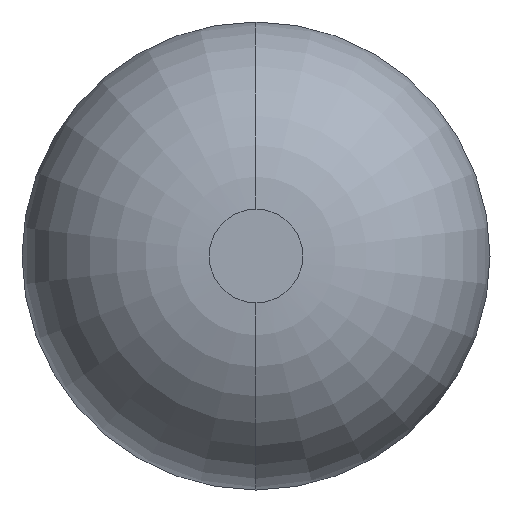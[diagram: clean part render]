
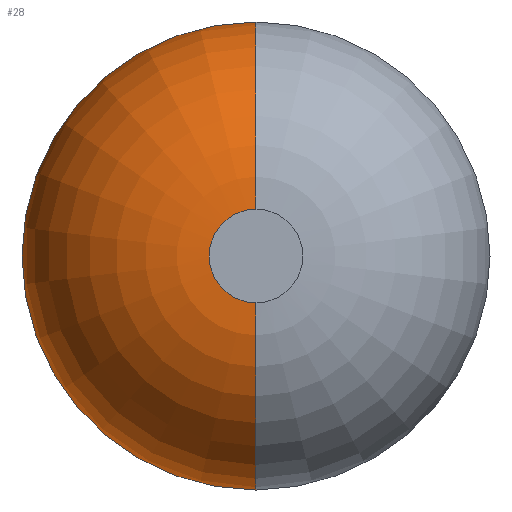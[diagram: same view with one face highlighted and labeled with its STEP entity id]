
A CAD part, left-side view. The second image highlights one B-rep face of the part: STEP entity #28.
In plain terms, the highlighted toroidal (fillet/blend) face has major radius 0.5 mm and minor radius 2 mm.
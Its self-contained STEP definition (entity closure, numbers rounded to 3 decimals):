
#2 = DIRECTION ( 'NONE',  ( -1., 0., 0. ) ) ;
#3 = EDGE_LOOP ( 'NONE', ( #148, #54, #151, #47 ) ) ;
#14 = EDGE_CURVE ( 'NONE', #60, #62, #195, .T. ) ;
#17 = FACE_OUTER_BOUND ( 'NONE', #3, .T. ) ;
#28 = ADVANCED_FACE ( 'NONE', ( #17 ), #223, .T. ) ;
#31 = DIRECTION ( 'NONE',  ( 0., 0., -1. ) ) ;
#41 = CARTESIAN_POINT ( 'NONE',  ( -46., 9.5, 0.5 ) ) ;
#44 = CARTESIAN_POINT ( 'NONE',  ( -46., 9.5, 0. ) ) ;
#47 = ORIENTED_EDGE ( 'NONE', *, *, #140, .F. ) ;
#50 = CARTESIAN_POINT ( 'NONE',  ( -46., 9.5, -2.5 ) ) ;
#54 = ORIENTED_EDGE ( 'NONE', *, *, #65, .T. ) ;
#60 = VERTEX_POINT ( 'NONE', #70 ) ;
#62 = VERTEX_POINT ( 'NONE', #278 ) ;
#65 = EDGE_CURVE ( 'NONE', #60, #240, #253, .T. ) ;
#70 = CARTESIAN_POINT ( 'NONE',  ( -48., 9.5, 0.5 ) ) ;
#76 = EDGE_CURVE ( 'NONE', #238, #240, #233, .T. ) ;
#103 = DIRECTION ( 'NONE',  ( 0., 0., -1. ) ) ;
#107 = CARTESIAN_POINT ( 'NONE',  ( -46., 9.5, -0.5 ) ) ;
#113 = AXIS2_PLACEMENT_3D ( 'NONE', #299, #220, #183 ) ;
#137 = DIRECTION ( 'NONE',  ( 0., 0., -1. ) ) ;
#140 = EDGE_CURVE ( 'NONE', #62, #238, #218, .T. ) ;
#148 = ORIENTED_EDGE ( 'NONE', *, *, #14, .F. ) ;
#151 = ORIENTED_EDGE ( 'NONE', *, *, #76, .F. ) ;
#181 = AXIS2_PLACEMENT_3D ( 'NONE', #285, #2, #103 ) ;
#183 = DIRECTION ( 'NONE',  ( 0., 0., -1. ) ) ;
#195 = CIRCLE ( 'NONE', #181, 0.5 ) ;
#207 = CARTESIAN_POINT ( 'NONE',  ( -46., 9.5, 2.5 ) ) ;
#218 = CIRCLE ( 'NONE', #300, 2. ) ;
#220 = DIRECTION ( 'NONE',  ( 1., 0., 0. ) ) ;
#223 = TOROIDAL_SURFACE ( 'NONE', #113, 0.5, 2. ) ;
#227 = DIRECTION ( 'NONE',  ( 0., -1., 0. ) ) ;
#230 = AXIS2_PLACEMENT_3D ( 'NONE', #44, #249, #137 ) ;
#233 = CIRCLE ( 'NONE', #230, 2.5 ) ;
#238 = VERTEX_POINT ( 'NONE', #50 ) ;
#240 = VERTEX_POINT ( 'NONE', #207 ) ;
#248 = DIRECTION ( 'NONE',  ( 0., 0., 1. ) ) ;
#249 = DIRECTION ( 'NONE',  ( 1., 0., 0. ) ) ;
#253 = CIRCLE ( 'NONE', #277, 2. ) ;
#273 = DIRECTION ( 'NONE',  ( 0., 1., 0. ) ) ;
#277 = AXIS2_PLACEMENT_3D ( 'NONE', #41, #273, #248 ) ;
#278 = CARTESIAN_POINT ( 'NONE',  ( -48., 9.5, -0.5 ) ) ;
#285 = CARTESIAN_POINT ( 'NONE',  ( -48., 9.5, 0. ) ) ;
#299 = CARTESIAN_POINT ( 'NONE',  ( -46., 9.5, 0. ) ) ;
#300 = AXIS2_PLACEMENT_3D ( 'NONE', #107, #227, #31 ) ;
